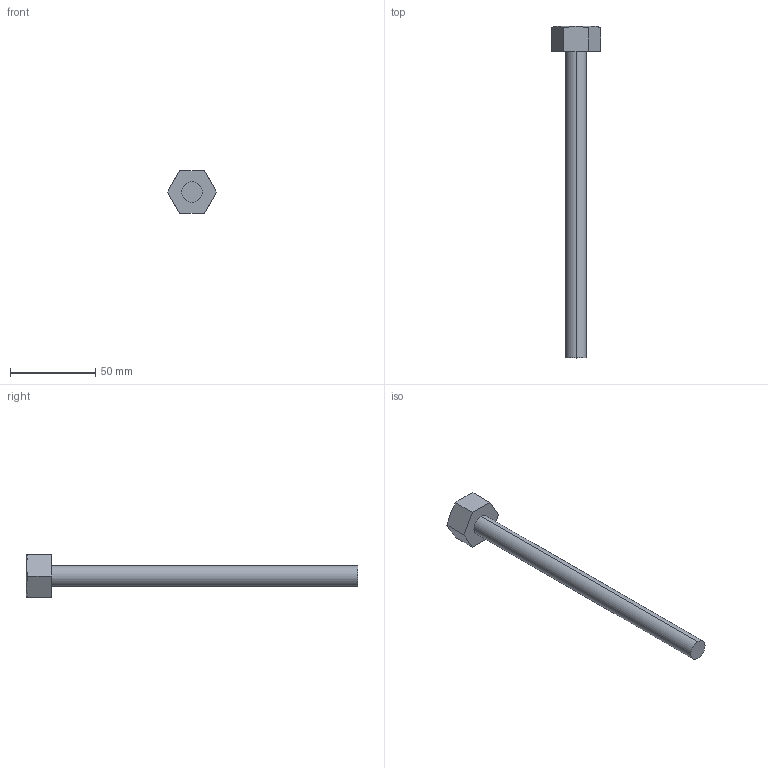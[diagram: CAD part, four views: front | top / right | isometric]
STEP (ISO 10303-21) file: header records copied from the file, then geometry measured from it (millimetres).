
FILE_DESCRIPTION (( 'STEP AP203' ), '1' );
FILE_NAME ('覃誹佪裝.STEP', '2022-01-12T03:12:57', ( '' ), ( '' ), 'SwSTEP 2.0', 'SolidWorks 2018', '' );
FILE_SCHEMA (( 'CONFIG_CONTROL_DESIGN' ));
Length unit declared in the file: millimetre
Products named in the file (1): 覃誹佪裝
Bounding box: 28.87 x 195 x 25 mm (x, y, z)
Volume: 28425.6 mm3; surface area: 9122.9 mm2
Topology: 1 solids, 1 shells, 13 faces, 30 edges, 20 vertices
Faces by surface type: plane 9, cone 2, cylinder 2
Entity records: 483 total; most frequent: CARTESIAN_POINT 116, ORIENTED_EDGE 60, DIRECTION 56, EDGE_CURVE 30, AXIS2_PLACEMENT_3D 20, VERTEX_POINT 20, VECTOR 16, LINE 16
